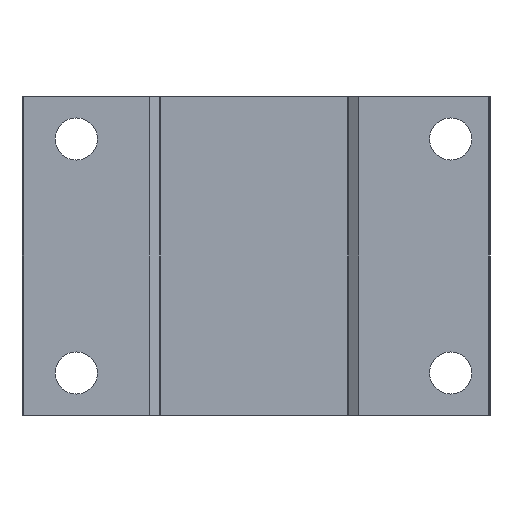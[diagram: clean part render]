
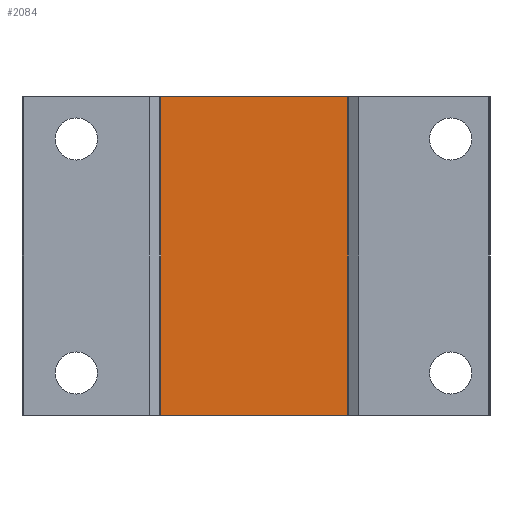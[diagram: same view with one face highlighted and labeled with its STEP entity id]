
A CAD part, left-side view. The second image highlights one B-rep face of the part: STEP entity #2084.
In plain terms, the highlighted planar face has unit normal (-1, 0, 0).
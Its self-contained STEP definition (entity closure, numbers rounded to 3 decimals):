
#109=PLANE('',#2303);
#238=LINE('',#3405,#398);
#239=LINE('',#3409,#399);
#240=LINE('',#3411,#400);
#241=LINE('',#3413,#401);
#398=VECTOR('',#2731,1000.);
#399=VECTOR('',#2736,1000.);
#400=VECTOR('',#2737,1000.);
#401=VECTOR('',#2738,1000.);
#767=ORIENTED_EDGE('',*,*,#1287,.T.);
#768=ORIENTED_EDGE('',*,*,#1288,.F.);
#769=ORIENTED_EDGE('',*,*,#1289,.F.);
#770=ORIENTED_EDGE('',*,*,#1285,.T.);
#1285=EDGE_CURVE('',#1529,#1528,#238,.T.);
#1287=EDGE_CURVE('',#1528,#1530,#239,.T.);
#1288=EDGE_CURVE('',#1531,#1530,#240,.T.);
#1289=EDGE_CURVE('',#1529,#1531,#241,.T.);
#1528=VERTEX_POINT('',#3404);
#1529=VERTEX_POINT('',#3406);
#1530=VERTEX_POINT('',#3410);
#1531=VERTEX_POINT('',#3412);
#1683=EDGE_LOOP('',(#767,#768,#769,#770));
#1871=FACE_BOUND('',#1683,.T.);
#2084=ADVANCED_FACE('',(#1871),#109,.F.);
#2303=AXIS2_PLACEMENT_3D('',#3408,#2734,#2735);
#2731=DIRECTION('',(0.,0.,-1.));
#2734=DIRECTION('',(1.,0.,0.));
#2735=DIRECTION('',(0.,0.,-1.));
#2736=DIRECTION('',(0.,-1.,0.));
#2737=DIRECTION('',(0.,0.,-1.));
#2738=DIRECTION('',(0.,-1.,0.));
#3404=CARTESIAN_POINT('',(0.8,35.181,-17.));
#3405=CARTESIAN_POINT('',(0.8,35.181,17.));
#3406=CARTESIAN_POINT('',(0.8,35.181,17.));
#3408=CARTESIAN_POINT('',(0.8,35.181,17.));
#3409=CARTESIAN_POINT('',(0.8,35.181,-17.));
#3410=CARTESIAN_POINT('',(0.8,15.219,-17.));
#3411=CARTESIAN_POINT('',(0.8,15.219,17.));
#3412=CARTESIAN_POINT('',(0.8,15.219,17.));
#3413=CARTESIAN_POINT('',(0.8,35.181,17.));
